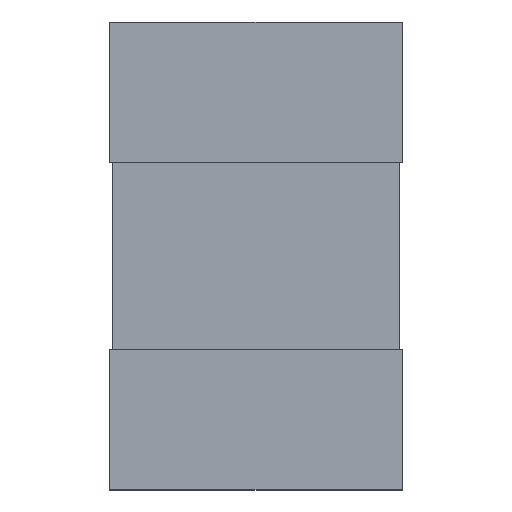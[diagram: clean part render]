
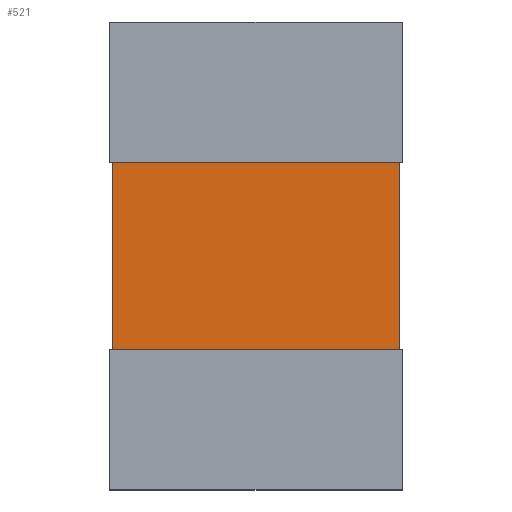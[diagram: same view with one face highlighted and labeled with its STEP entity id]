
A CAD part, top view. The second image highlights one B-rep face of the part: STEP entity #521.
In plain terms, the highlighted planar face has unit normal (0, 0, 1).
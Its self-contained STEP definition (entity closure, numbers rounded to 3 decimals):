
#122=DIRECTION('',(-1.,0.,0.));
#123=VECTOR('',#122,1.23);
#124=CARTESIAN_POINT('',(0.615,0.4,0.29));
#125=LINE('',#124,#123);
#227=DIRECTION('',(0.,1.,0.));
#228=VECTOR('',#227,0.8);
#229=CARTESIAN_POINT('',(-0.615,-0.4,0.29));
#230=LINE('',#229,#228);
#234=DIRECTION('',(0.,1.,0.));
#235=VECTOR('',#234,0.8);
#236=CARTESIAN_POINT('',(0.615,-0.4,0.29));
#237=LINE('',#236,#235);
#241=DIRECTION('',(-1.,0.,0.));
#242=VECTOR('',#241,1.23);
#243=CARTESIAN_POINT('',(0.615,-0.4,0.29));
#244=LINE('',#243,#242);
#329=CARTESIAN_POINT('',(-0.615,-0.4,0.29));
#330=CARTESIAN_POINT('',(-0.615,0.4,0.29));
#331=VERTEX_POINT('',#329);
#332=VERTEX_POINT('',#330);
#333=CARTESIAN_POINT('',(0.615,-0.4,0.29));
#334=CARTESIAN_POINT('',(0.615,0.4,0.29));
#335=VERTEX_POINT('',#333);
#336=VERTEX_POINT('',#334);
#509=CARTESIAN_POINT('',(0.625,-0.4,0.29));
#510=DIRECTION('',(0.,0.,-1.));
#511=DIRECTION('',(0.,1.,0.));
#512=AXIS2_PLACEMENT_3D('',#509,#510,#511);
#513=PLANE('',#512);
#515=ORIENTED_EDGE('',*,*,#514,.T.);
#516=ORIENTED_EDGE('',*,*,#397,.F.);
#517=ORIENTED_EDGE('',*,*,#488,.F.);
#518=ORIENTED_EDGE('',*,*,#478,.T.);
#519=EDGE_LOOP('',(#515,#516,#517,#518));
#520=FACE_OUTER_BOUND('',#519,.F.);
#521=ADVANCED_FACE('',(#520),#513,.F.);
#397=EDGE_CURVE('',#336,#332,#125,.T.);
#478=EDGE_CURVE('',#335,#331,#244,.T.);
#488=EDGE_CURVE('',#335,#336,#237,.T.);
#514=EDGE_CURVE('',#331,#332,#230,.T.);
